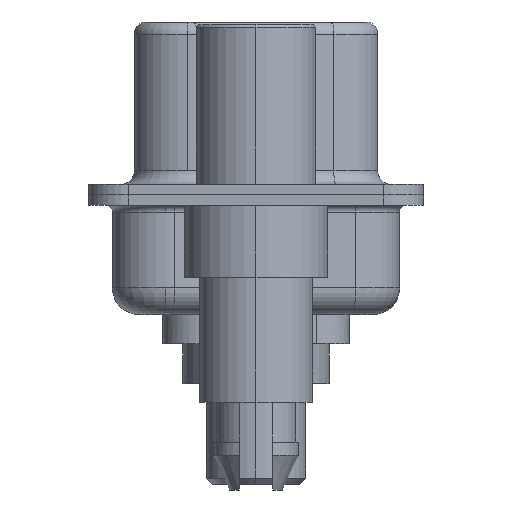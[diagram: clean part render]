
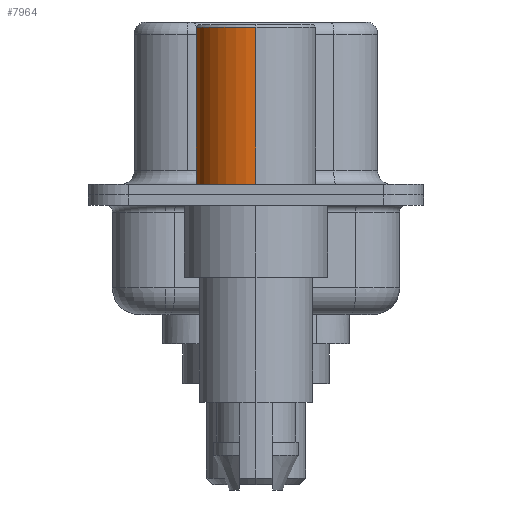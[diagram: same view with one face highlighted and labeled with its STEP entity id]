
A CAD part, left-side view. The second image highlights one B-rep face of the part: STEP entity #7964.
In plain terms, the highlighted cylindrical face has radius 2.25 mm (diameter 4.5 mm), a partial arc.
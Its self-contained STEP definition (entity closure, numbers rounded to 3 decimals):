
#225 = DIRECTION ( 'NONE',  ( 1., 0., 0. ) ) ;
#947 = FACE_OUTER_BOUND ( 'NONE', #12421, .T. ) ;
#989 = LINE ( 'NONE', #8393, #9107 ) ;
#1065 = EDGE_CURVE ( 'NONE', #12795, #11076, #8402, .T. ) ;
#1158 = CARTESIAN_POINT ( 'NONE',  ( 0., 0., 6.3 ) ) ;
#1812 = DIRECTION ( 'NONE',  ( 1., 0., 0. ) ) ;
#2097 = CARTESIAN_POINT ( 'NONE',  ( 2.25, 0., 0.4 ) ) ;
#2207 = AXIS2_PLACEMENT_3D ( 'NONE', #13189, #8727, #1812 ) ;
#2630 = DIRECTION ( 'NONE',  ( 0., 0., 1. ) ) ;
#2879 = CYLINDRICAL_SURFACE ( 'NONE', #2207, 2.25 ) ;
#3020 = CARTESIAN_POINT ( 'NONE',  ( -2.25, 0., 0.4 ) ) ;
#3103 = EDGE_CURVE ( 'NONE', #5694, #11076, #4874, .T. ) ;
#4415 = CARTESIAN_POINT ( 'NONE',  ( 0., 0., 0.4 ) ) ;
#4468 = EDGE_CURVE ( 'NONE', #11394, #12795, #9471, .T. ) ;
#4874 = CIRCLE ( 'NONE', #13015, 2.25 ) ;
#5658 = CARTESIAN_POINT ( 'NONE',  ( 2.25, 0., 6.3 ) ) ;
#5694 = VERTEX_POINT ( 'NONE', #5658 ) ;
#5939 = ORIENTED_EDGE ( 'NONE', *, *, #1065, .T. ) ;
#7964 = ADVANCED_FACE ( 'NONE', ( #947 ), #2879, .T. ) ;
#8393 = CARTESIAN_POINT ( 'NONE',  ( 2.25, 0., 0.581 ) ) ;
#8402 = LINE ( 'NONE', #8451, #11414 ) ;
#8451 = CARTESIAN_POINT ( 'NONE',  ( -2.25, 0., 0.581 ) ) ;
#8727 = DIRECTION ( 'NONE',  ( 0., 0., 1. ) ) ;
#8838 = DIRECTION ( 'NONE',  ( 0., 0., 1. ) ) ;
#9046 = ORIENTED_EDGE ( 'NONE', *, *, #11698, .F. ) ;
#9107 = VECTOR ( 'NONE', #2630, 1000. ) ;
#9471 = CIRCLE ( 'NONE', #11621, 2.25 ) ;
#9560 = CARTESIAN_POINT ( 'NONE',  ( -2.25, 0., 6.3 ) ) ;
#11064 = ORIENTED_EDGE ( 'NONE', *, *, #3103, .F. ) ;
#11076 = VERTEX_POINT ( 'NONE', #9560 ) ;
#11394 = VERTEX_POINT ( 'NONE', #2097 ) ;
#11414 = VECTOR ( 'NONE', #14099, 1000. ) ;
#11614 = ORIENTED_EDGE ( 'NONE', *, *, #4468, .T. ) ;
#11621 = AXIS2_PLACEMENT_3D ( 'NONE', #4415, #8838, #225 ) ;
#11698 = EDGE_CURVE ( 'NONE', #11394, #5694, #989, .T. ) ;
#12421 = EDGE_LOOP ( 'NONE', ( #11614, #5939, #11064, #9046 ) ) ;
#12795 = VERTEX_POINT ( 'NONE', #3020 ) ;
#13015 = AXIS2_PLACEMENT_3D ( 'NONE', #1158, #14512, #14582 ) ;
#13189 = CARTESIAN_POINT ( 'NONE',  ( 0., 0., 0.581 ) ) ;
#14099 = DIRECTION ( 'NONE',  ( 0., 0., 1. ) ) ;
#14512 = DIRECTION ( 'NONE',  ( 0., 0., 1. ) ) ;
#14582 = DIRECTION ( 'NONE',  ( 1., 0., 0. ) ) ;
